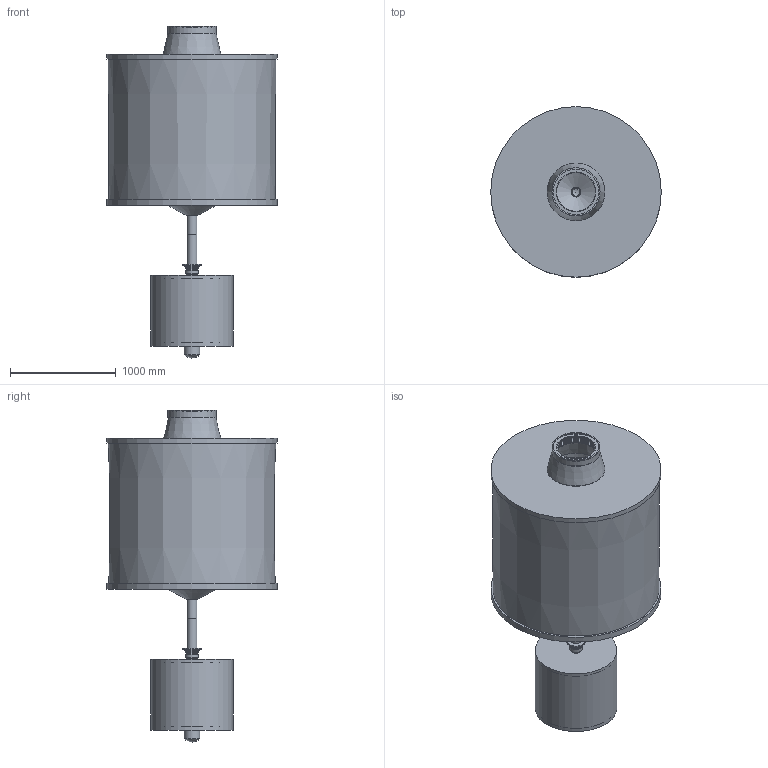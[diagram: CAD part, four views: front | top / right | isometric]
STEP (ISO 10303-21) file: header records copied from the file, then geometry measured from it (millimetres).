
FILE_DESCRIPTION(/* description */ ('STEP AP242','CAx-IF Rec.Pracs.---Representation and Presentation of Product Manufacturing Information (PMI)---4.0---2014-10-13','CAx-IF Rec.Pracs.---3D Tessellated Geometry---0.4---2014-09-14','2;1'),/* implementation_level */ '2;1');
FILE_NAME(/* name */ '61f6b6d91218122d01937b71',/* time_stamp */ '2022-01-30T16:03:38+00:00',/* author */ (''),/* organization */ (''),/* preprocessor_version */ 'ST-DEVELOPER v18.101',/* originating_system */ ' ',/* authorisation */ ' ');
FILE_SCHEMA (('AP242_MANAGED_MODEL_BASED_3D_ENGINEERING_MIM_LF { 1 0 10303 442 1 1 4 }'));
Length unit declared in the file: metre
Products named in the file (1): inconel_core
Bounding box: 1615.09 x 1615.09 x 3144.49 mm (x, y, z)
Volume: 362174508.1 mm3; surface area: 28301178.3 mm2
Topology: 1 solids, 1 shells, 77 faces, 139 edges, 84 vertices
Faces by surface type: cylinder 24, plane 22, torus 18, cone 11, sphere 2
Full cylindrical faces by diameter (mm): 79.397 x1, 91.749 x3, 101.906 x1, 111.666 x1, 122.215 x1, 125.001 x1, 125.451 x1, 132.804 x1, 148.123 x1, 174.62 x1, 367.59 x1, 373.702 x1, 376.491 x1, 378.782 x1, 431.888 x1, 443.412 x1, 456.112 x1, 534.268 x1, 764.739 x1, 777.439 x1, 1614.678 x1, 1615.089 x1
Entity records: 1556 total; most frequent: DIRECTION 308, CARTESIAN_POINT 230, AXIS2_PLACEMENT_3D 154, ORIENTED_EDGE 152, EDGE_LOOP 152, FACE_BOUND 152, ADVANCED_FACE 77, EDGE_CURVE 76
